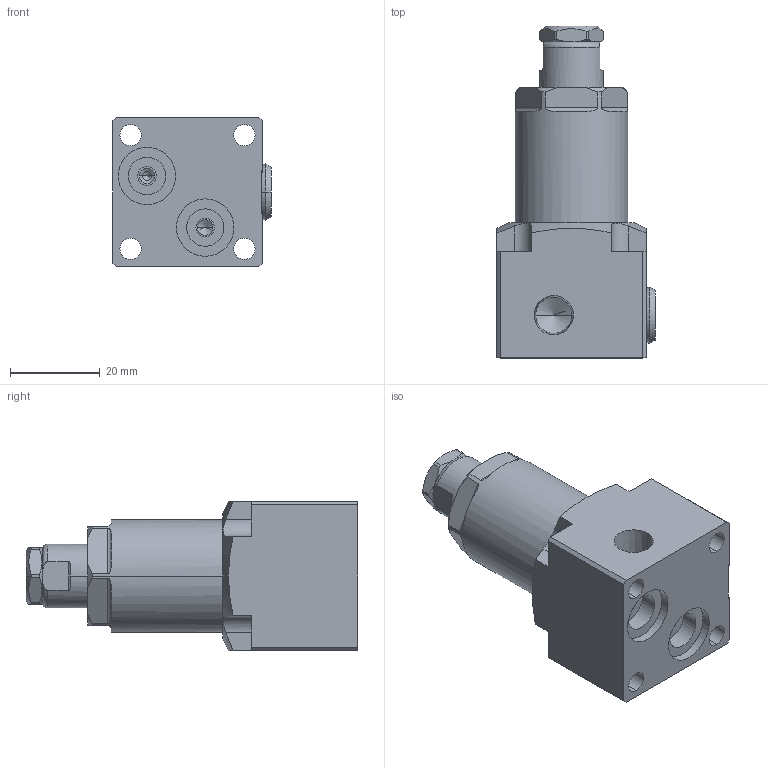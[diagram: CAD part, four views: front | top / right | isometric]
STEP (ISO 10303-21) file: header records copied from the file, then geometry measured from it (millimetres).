
FILE_DESCRIPTION((''),'2;1');
FILE_NAME('ILC10080620','2020-03-20T',('Mjust'),(''),'PRO/ENGINEER BY PARAMETRIC TECHNOLOGY CORPORATION, 2017170','PRO/ENGINEER BY PARAMETRIC TECHNOLOGY CORPORATION, 2017170','');
FILE_SCHEMA(('AUTOMOTIVE_DESIGN { 1 0 10303 214 1 1 1 1 }'));
Length unit declared in the file: inch
Products named in the file (1): ILC10080620
Bounding box: 35.33 x 74.1 x 33.34 mm (x, y, z)
Volume: 44318.2 mm3; surface area: 12731.6 mm2
Topology: 1 solids, 7 shells, 177 faces, 448 edges, 288 vertices
Faces by surface type: plane 70, cylinder 63, cone 40, torus 4
Entity records: 5837 total; most frequent: CARTESIAN_POINT 1531, DIRECTION 896, ORIENTED_EDGE 864, EDGE_CURVE 440, AXIS2_PLACEMENT_3D 350, VERTEX_POINT 288, EDGE_LOOP 204, VECTOR 196
